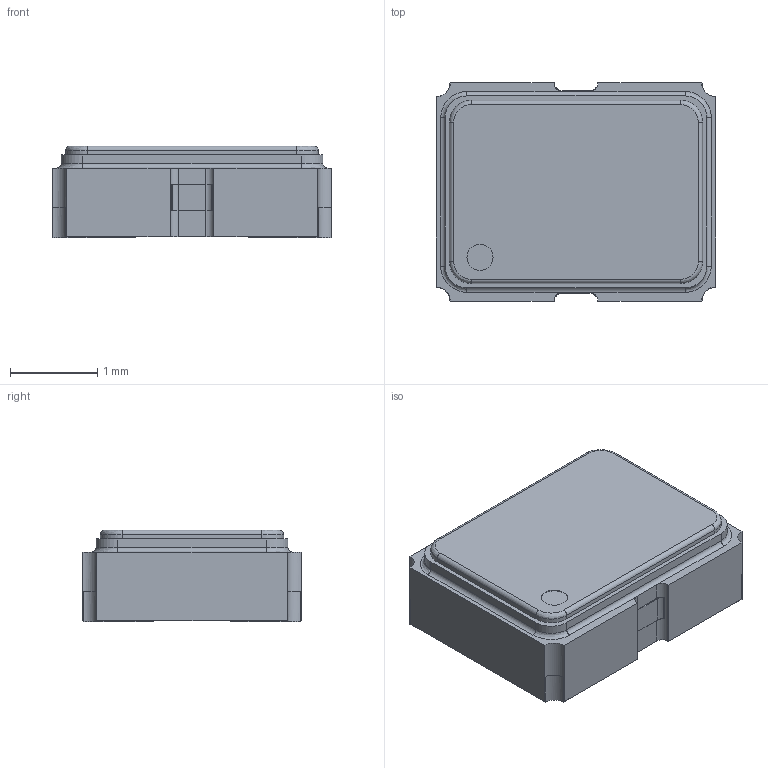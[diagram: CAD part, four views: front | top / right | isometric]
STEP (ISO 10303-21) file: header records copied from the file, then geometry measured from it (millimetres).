
FILE_DESCRIPTION (( 'STEP AP214' ), '1' );
FILE_NAME ('EE5724E6-6C9B-4841-95BD-D81B28DFF9FE.STEP', '2025-10-23T23:05:06', ( '' ), ( '' ), 'SwSTEP 2.0', 'SolidWorks 2022', '' );
FILE_SCHEMA (( 'AUTOMOTIVE_DESIGN' ));
Length unit declared in the file: millimetre
Products named in the file (1): EE5724E6-6C9B-4841-95BD-D81B28DFF9FE
Bounding box: 3.2 x 2.5 x 1.05 mm (x, y, z)
Volume: 7.8 mm3; surface area: 26.8 mm2
Topology: 1 solids, 1 shells, 123 faces, 333 edges, 214 vertices
Faces by surface type: plane 73, cylinder 42, bspline 8
Entity records: 5129 total; most frequent: CARTESIAN_POINT 1034, ORIENTED_EDGE 666, DIRECTION 557, EDGE_CURVE 333, VECTOR 219, LINE 219, VERTEX_POINT 214, AXIS2_PLACEMENT_3D 169
